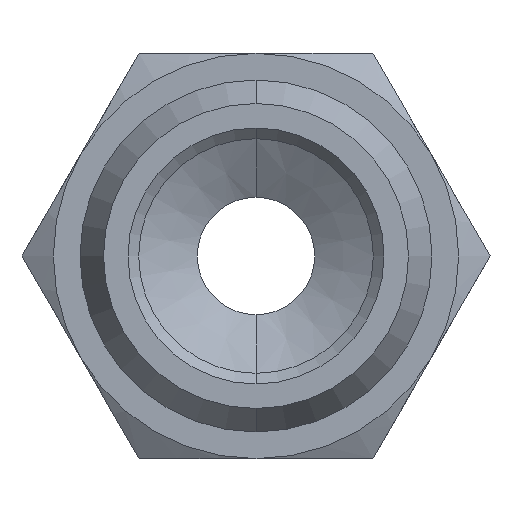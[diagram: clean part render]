
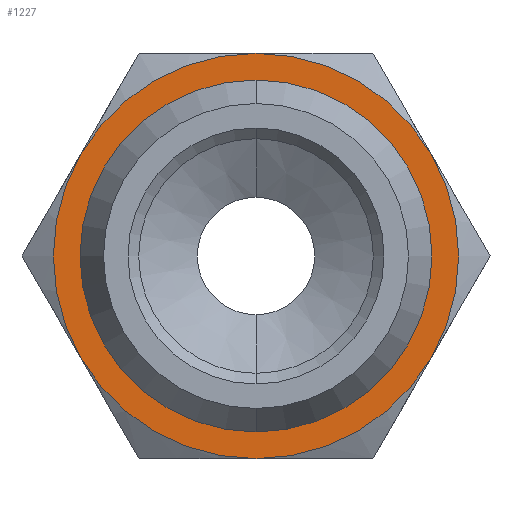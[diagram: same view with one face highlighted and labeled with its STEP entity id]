
A CAD part, front view. The second image highlights one B-rep face of the part: STEP entity #1227.
In plain terms, the highlighted planar face has unit normal (0, -1, 0).
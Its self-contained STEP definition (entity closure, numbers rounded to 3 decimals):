
#81 = VERTEX_POINT ( 'NONE', #833 ) ;
#105 = FACE_OUTER_BOUND ( 'NONE', #152, .T. ) ;
#112 = FACE_BOUND ( 'NONE', #421, .T. ) ;
#152 = EDGE_LOOP ( 'NONE', ( #380, #272, #189, #336, #278, #220 ) ) ;
#158 = VERTEX_POINT ( 'NONE', #831 ) ;
#165 = VERTEX_POINT ( 'NONE', #583 ) ;
#189 = ORIENTED_EDGE ( 'NONE', *, *, #1301, .T. ) ;
#217 = VERTEX_POINT ( 'NONE', #846 ) ;
#220 = ORIENTED_EDGE ( 'NONE', *, *, #1419, .T. ) ;
#268 = VERTEX_POINT ( 'NONE', #842 ) ;
#272 = ORIENTED_EDGE ( 'NONE', *, *, #1421, .T. ) ;
#275 = ORIENTED_EDGE ( 'NONE', *, *, #1406, .T. ) ;
#276 = VERTEX_POINT ( 'NONE', #837 ) ;
#278 = ORIENTED_EDGE ( 'NONE', *, *, #1413, .T. ) ;
#282 = VERTEX_POINT ( 'NONE', #839 ) ;
#336 = ORIENTED_EDGE ( 'NONE', *, *, #1416, .T. ) ;
#348 = ORIENTED_EDGE ( 'NONE', *, *, #1453, .T. ) ;
#380 = ORIENTED_EDGE ( 'NONE', *, *, #1415, .T. ) ;
#405 = VERTEX_POINT ( 'NONE', #578 ) ;
#421 = EDGE_LOOP ( 'NONE', ( #348, #275 ) ) ;
#432 = CIRCLE ( 'NONE', #1267, 9.5 ) ;
#446 = CIRCLE ( 'NONE', #1462, 9.5 ) ;
#447 = CIRCLE ( 'NONE', #1463, 9.5 ) ;
#458 = CIRCLE ( 'NONE', #1468, 9.5 ) ;
#508 = CIRCLE ( 'NONE', #1315, 9.5 ) ;
#529 = CIRCLE ( 'NONE', #1265, 9.5 ) ;
#534 = CIRCLE ( 'NONE', #1307, 8.25 ) ;
#540 = CIRCLE ( 'NONE', #1482, 8.25 ) ;
#578 = CARTESIAN_POINT ( 'NONE',  ( 0., 9., -9.5 ) ) ;
#583 = CARTESIAN_POINT ( 'NONE',  ( 8.227, 9., -4.75 ) ) ;
#703 = DIRECTION ( 'NONE',  ( 0., 0., 1. ) ) ;
#704 = DIRECTION ( 'NONE',  ( 0., -1., 0. ) ) ;
#706 = CARTESIAN_POINT ( 'NONE',  ( 0., 9., 0. ) ) ;
#716 = DIRECTION ( 'NONE',  ( 0., 0., 1. ) ) ;
#717 = DIRECTION ( 'NONE',  ( 0., -1., 0. ) ) ;
#718 = CARTESIAN_POINT ( 'NONE',  ( 0., 9., 0. ) ) ;
#727 = DIRECTION ( 'NONE',  ( 0., 0., 1. ) ) ;
#728 = DIRECTION ( 'NONE',  ( 0., -1., 0. ) ) ;
#729 = CARTESIAN_POINT ( 'NONE',  ( 0., 9., 0. ) ) ;
#730 = DIRECTION ( 'NONE',  ( 0., 0., 1. ) ) ;
#731 = DIRECTION ( 'NONE',  ( 0., -1., 0. ) ) ;
#732 = CARTESIAN_POINT ( 'NONE',  ( 0., 9., 0. ) ) ;
#735 = DIRECTION ( 'NONE',  ( 0., 0., 1. ) ) ;
#736 = DIRECTION ( 'NONE',  ( 0., -1., 0. ) ) ;
#737 = CARTESIAN_POINT ( 'NONE',  ( 0., 9., 0. ) ) ;
#771 = DIRECTION ( 'NONE',  ( 0., 0., -1. ) ) ;
#772 = DIRECTION ( 'NONE',  ( 0., 1., 0. ) ) ;
#773 = CARTESIAN_POINT ( 'NONE',  ( 0., 9., 0. ) ) ;
#831 = CARTESIAN_POINT ( 'NONE',  ( 0., 9., -8.25 ) ) ;
#833 = CARTESIAN_POINT ( 'NONE',  ( 0., 9., 8.25 ) ) ;
#837 = CARTESIAN_POINT ( 'NONE',  ( 8.227, 9., 4.75 ) ) ;
#839 = CARTESIAN_POINT ( 'NONE',  ( -8.227, 9., -4.75 ) ) ;
#842 = CARTESIAN_POINT ( 'NONE',  ( 0., 9., 9.5 ) ) ;
#846 = CARTESIAN_POINT ( 'NONE',  ( -8.227, 9., 4.75 ) ) ;
#917 = DIRECTION ( 'NONE',  ( 0., 0., 1. ) ) ;
#918 = DIRECTION ( 'NONE',  ( 0., -1., 0. ) ) ;
#919 = CARTESIAN_POINT ( 'NONE',  ( 0., 9., 0. ) ) ;
#987 = PLANE ( 'NONE',  #1368 ) ;
#990 = DIRECTION ( 'NONE',  ( 0., 0., -1. ) ) ;
#993 = CARTESIAN_POINT ( 'NONE',  ( -9.614, 9., 9.614 ) ) ;
#1003 = DIRECTION ( 'NONE',  ( 0., -1., 0. ) ) ;
#1156 = DIRECTION ( 'NONE',  ( 0., 0., -1. ) ) ;
#1157 = DIRECTION ( 'NONE',  ( 0., 1., 0. ) ) ;
#1158 = CARTESIAN_POINT ( 'NONE',  ( 0., 9., 0. ) ) ;
#1227 = ADVANCED_FACE ( 'NONE', ( #112, #105 ), #987, .T. ) ;
#1265 = AXIS2_PLACEMENT_3D ( 'NONE', #737, #736, #735 ) ;
#1267 = AXIS2_PLACEMENT_3D ( 'NONE', #732, #731, #730 ) ;
#1301 = EDGE_CURVE ( 'NONE', #405, #165, #508, .T. ) ;
#1307 = AXIS2_PLACEMENT_3D ( 'NONE', #773, #772, #771 ) ;
#1315 = AXIS2_PLACEMENT_3D ( 'NONE', #919, #918, #917 ) ;
#1368 = AXIS2_PLACEMENT_3D ( 'NONE', #993, #1003, #990 ) ;
#1406 = EDGE_CURVE ( 'NONE', #81, #158, #534, .T. ) ;
#1413 = EDGE_CURVE ( 'NONE', #276, #268, #529, .T. ) ;
#1415 = EDGE_CURVE ( 'NONE', #217, #282, #432, .T. ) ;
#1416 = EDGE_CURVE ( 'NONE', #165, #276, #446, .T. ) ;
#1419 = EDGE_CURVE ( 'NONE', #268, #217, #447, .T. ) ;
#1421 = EDGE_CURVE ( 'NONE', #282, #405, #458, .T. ) ;
#1453 = EDGE_CURVE ( 'NONE', #158, #81, #540, .T. ) ;
#1462 = AXIS2_PLACEMENT_3D ( 'NONE', #729, #728, #727 ) ;
#1463 = AXIS2_PLACEMENT_3D ( 'NONE', #718, #717, #716 ) ;
#1468 = AXIS2_PLACEMENT_3D ( 'NONE', #706, #704, #703 ) ;
#1482 = AXIS2_PLACEMENT_3D ( 'NONE', #1158, #1157, #1156 ) ;
